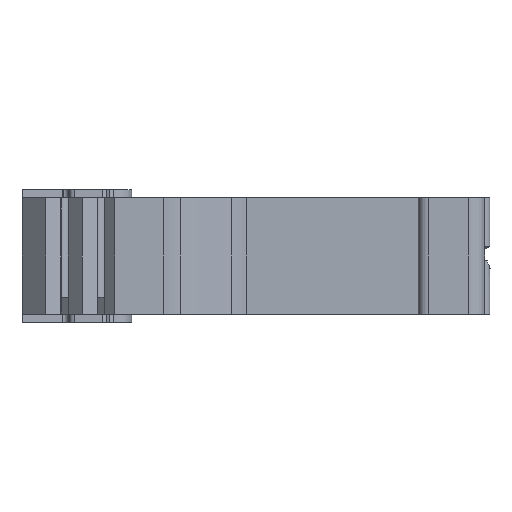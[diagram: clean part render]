
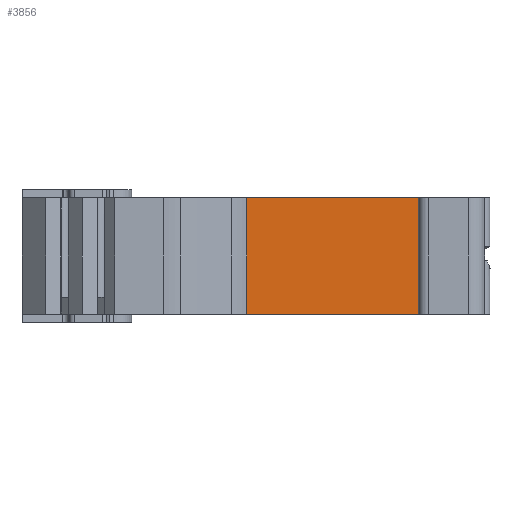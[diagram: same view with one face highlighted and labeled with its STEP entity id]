
A CAD part, left-side view. The second image highlights one B-rep face of the part: STEP entity #3856.
In plain terms, the highlighted planar face has unit normal (-1, 0, 0).
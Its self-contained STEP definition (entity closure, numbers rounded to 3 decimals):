
#120 = LINE ( 'NONE', #4911, #4971 ) ;
#705 = VERTEX_POINT ( 'NONE', #6432 ) ;
#932 = PLANE ( 'NONE',  #10066 ) ;
#937 = LINE ( 'NONE', #12785, #8377 ) ;
#984 = ORIENTED_EDGE ( 'NONE', *, *, #4138, .F. ) ;
#1004 = ORIENTED_EDGE ( 'NONE', *, *, #9768, .F. ) ;
#1152 = EDGE_CURVE ( 'NONE', #7357, #8812, #2053, .T. ) ;
#1272 = DIRECTION ( 'NONE',  ( 0., 0., 1. ) ) ;
#1450 = LINE ( 'NONE', #7009, #8253 ) ;
#1709 = CARTESIAN_POINT ( 'NONE',  ( -16.779, 5.002, -6.3 ) ) ;
#1819 = EDGE_CURVE ( 'NONE', #8200, #705, #120, .T. ) ;
#1954 = ORIENTED_EDGE ( 'NONE', *, *, #1152, .F. ) ;
#2038 = VECTOR ( 'NONE', #1272, 1000. ) ;
#2053 = LINE ( 'NONE', #1709, #2038 ) ;
#2245 = LINE ( 'NONE', #4808, #4744 ) ;
#2290 = CARTESIAN_POINT ( 'NONE',  ( -16.779, 5.002, 3.2 ) ) ;
#3856 = ADVANCED_FACE ( 'NONE', ( #10906 ), #932, .F. ) ;
#4138 = EDGE_CURVE ( 'NONE', #8812, #8200, #2245, .T. ) ;
#4628 = EDGE_LOOP ( 'NONE', ( #6383, #11363, #984, #1954, #1004 ) ) ;
#4636 = DIRECTION ( 'NONE',  ( 0., -1., 0. ) ) ;
#4744 = VECTOR ( 'NONE', #4636, 1000. ) ;
#4808 = CARTESIAN_POINT ( 'NONE',  ( -16.779, 5.002, 3.2 ) ) ;
#4911 = CARTESIAN_POINT ( 'NONE',  ( -16.778, -5.336, -6.3 ) ) ;
#4956 = DIRECTION ( 'NONE',  ( 0., 0., -1. ) ) ;
#4971 = VECTOR ( 'NONE', #4956, 1000. ) ;
#5445 = CARTESIAN_POINT ( 'NONE',  ( -16.778, -5.336, -3.8 ) ) ;
#6024 = CARTESIAN_POINT ( 'NONE',  ( -16.777, -9.256, -6.3 ) ) ;
#6088 = VERTEX_POINT ( 'NONE', #5445 ) ;
#6383 = ORIENTED_EDGE ( 'NONE', *, *, #9078, .F. ) ;
#6432 = CARTESIAN_POINT ( 'NONE',  ( -16.778, -5.336, -2.8 ) ) ;
#7009 = CARTESIAN_POINT ( 'NONE',  ( -16.778, -5.336, -3.8 ) ) ;
#7357 = VERTEX_POINT ( 'NONE', #9189 ) ;
#7452 = CARTESIAN_POINT ( 'NONE',  ( -16.778, -5.336, 3.2 ) ) ;
#7801 = DIRECTION ( 'NONE',  ( 0., 0., -1. ) ) ;
#8032 = DIRECTION ( 'NONE',  ( 0., 1., 0. ) ) ;
#8200 = VERTEX_POINT ( 'NONE', #7452 ) ;
#8253 = VECTOR ( 'NONE', #8032, 1000. ) ;
#8377 = VECTOR ( 'NONE', #7801, 1000. ) ;
#8812 = VERTEX_POINT ( 'NONE', #2290 ) ;
#9078 = EDGE_CURVE ( 'NONE', #705, #6088, #937, .T. ) ;
#9189 = CARTESIAN_POINT ( 'NONE',  ( -16.779, 5.002, -3.8 ) ) ;
#9768 = EDGE_CURVE ( 'NONE', #6088, #7357, #1450, .T. ) ;
#10066 = AXIS2_PLACEMENT_3D ( 'NONE', #6024, #12002, #13042 ) ;
#10906 = FACE_OUTER_BOUND ( 'NONE', #4628, .T. ) ;
#11363 = ORIENTED_EDGE ( 'NONE', *, *, #1819, .F. ) ;
#12002 = DIRECTION ( 'NONE',  ( 1., 0., 0. ) ) ;
#12785 = CARTESIAN_POINT ( 'NONE',  ( -16.778, -5.336, -6.3 ) ) ;
#13042 = DIRECTION ( 'NONE',  ( 0., 1., 0. ) ) ;
